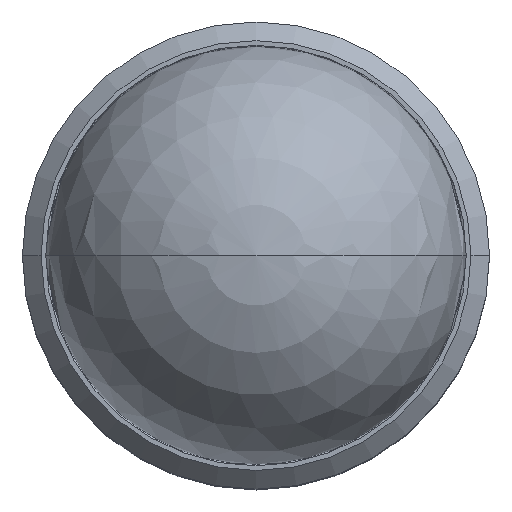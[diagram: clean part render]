
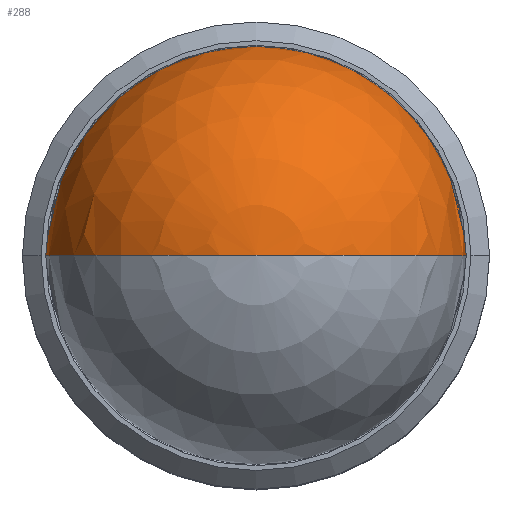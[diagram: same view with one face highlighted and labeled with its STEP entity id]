
A CAD part, top view. The second image highlights one B-rep face of the part: STEP entity #288.
In plain terms, the highlighted spherical face has radius 9 mm.
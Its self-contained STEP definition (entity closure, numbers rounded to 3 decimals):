
#236=EDGE_CURVE('',#394,#416,#546,.T.);
#288=ADVANCED_FACE('',(#607),#608,.T.);
#312=EDGE_CURVE('',#416,#394,#636,.T.);
#394=VERTEX_POINT('',#731);
#416=VERTEX_POINT('',#754);
#546=CIRCLE('',#905,9.0);
#607=FACE_OUTER_BOUND('',#985,.T.);
#608=SPHERICAL_SURFACE('',#986,9.0);
#636=CIRCLE('',#1019,9.0);
#731=CARTESIAN_POINT('',(0.,0.,29.7));
#754=CARTESIAN_POINT('',(0.0,0.,11.7));
#905=AXIS2_PLACEMENT_3D('',#1316,#1317,#1318);
#985=EDGE_LOOP('',(#1419,#1420));
#986=AXIS2_PLACEMENT_3D('',#1421,#1422,#1423);
#1019=AXIS2_PLACEMENT_3D('',#1464,#1465,#1466);
#1316=CARTESIAN_POINT('',(0.,0.,20.7));
#1317=DIRECTION('',(0.,1.0,0.0));
#1318=DIRECTION('',(0.0,-0.0,-1.0));
#1419=ORIENTED_EDGE('',*,*,#236,.T.);
#1420=ORIENTED_EDGE('',*,*,#312,.T.);
#1421=CARTESIAN_POINT('',(0.,0.,20.7));
#1422=DIRECTION('',(0.0,0.0,1.0));
#1423=DIRECTION('',(-1.0,0.,0.0));
#1464=CARTESIAN_POINT('',(0.,0.,20.7));
#1465=DIRECTION('',(0.,1.0,0.0));
#1466=DIRECTION('',(0.0,-0.0,-1.0));
